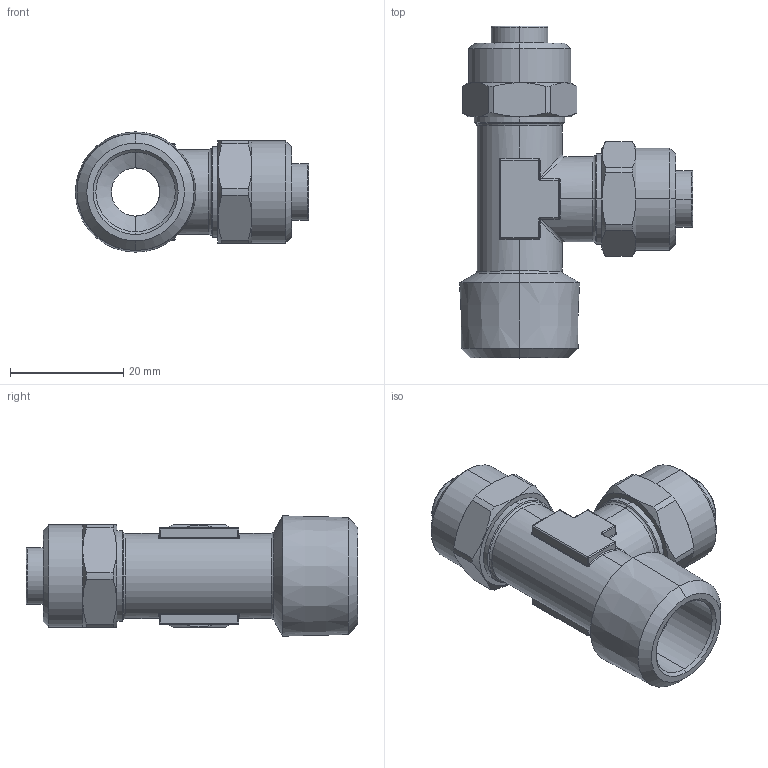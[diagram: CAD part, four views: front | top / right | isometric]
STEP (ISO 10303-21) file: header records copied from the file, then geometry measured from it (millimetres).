
FILE_DESCRIPTION (( 'STEP AP203' ), '1' );
FILE_NAME ('02110064.STEP', '2011-09-29T14:10:36', ( '' ), ( 'sopra-pneumatic' ), 'SwSTEP 2.0', 'SolidWorks 2011', '' );
FILE_SCHEMA (( 'CONFIG_CONTROL_DESIGN' ));
Length unit declared in the file: millimetre
Products named in the file (1): 02110064
Bounding box: 41.11 x 58.5 x 21.21 mm (x, y, z)
Volume: 12847.6 mm3; surface area: 7839.9 mm2
Topology: 1 solids, 1 shells, 227 faces, 524 edges, 288 vertices
Faces by surface type: cylinder 86, cone 42, plane 39, torus 22, bspline 22, sphere 16
Entity records: 6939 total; most frequent: CARTESIAN_POINT 1928, DIRECTION 1084, ORIENTED_EDGE 1016, EDGE_CURVE 508, AXIS2_PLACEMENT_3D 456, VERTEX_POINT 288, CIRCLE 250, EDGE_LOOP 236
